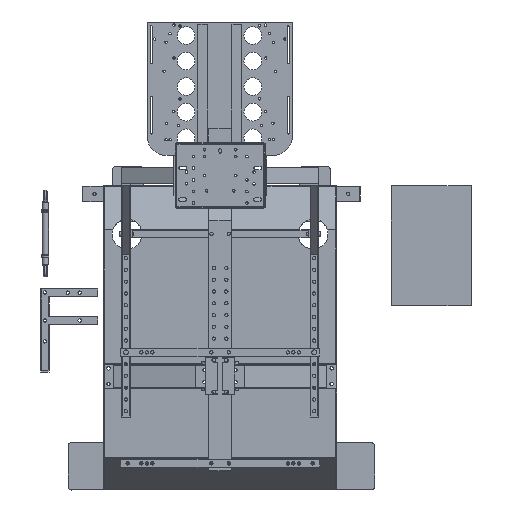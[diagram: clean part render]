
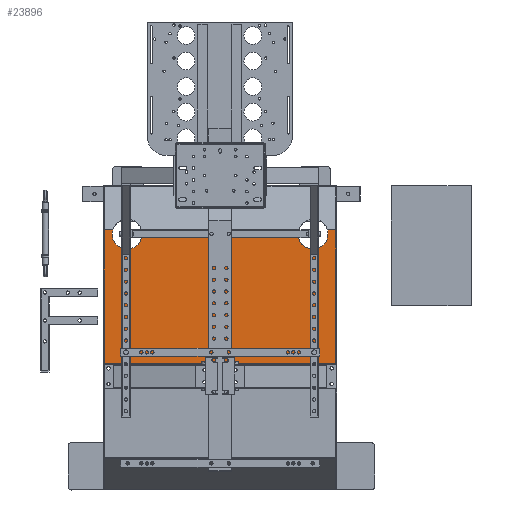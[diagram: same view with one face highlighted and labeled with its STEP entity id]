
A CAD part, top view. The second image highlights one B-rep face of the part: STEP entity #23896.
In plain terms, the highlighted planar face has unit normal (0, 0, 1).
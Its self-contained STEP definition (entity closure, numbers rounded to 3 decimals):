
#1979=FACE_OUTER_BOUND('',#3372,.T.);
#3372=EDGE_LOOP('',(#16945,#16946,#16947,#16948,#16949,#16950,#16951,#16952,
#16953,#16954));
#5248=CIRCLE('',#25480,38.104);
#5251=CIRCLE('',#25484,38.104);
#5252=CIRCLE('',#25487,38.104);
#5255=CIRCLE('',#25491,38.104);
#6690=LINE('',#36517,#8681);
#6691=LINE('',#36519,#8682);
#6692=LINE('',#36521,#8683);
#6693=LINE('',#36523,#8684);
#6694=LINE('',#36525,#8685);
#6695=LINE('',#36526,#8686);
#8681=VECTOR('',#28808,10.);
#8682=VECTOR('',#28809,10.);
#8683=VECTOR('',#28810,10.);
#8684=VECTOR('',#28811,10.);
#8685=VECTOR('',#28812,10.);
#8686=VECTOR('',#28813,10.);
#10644=VERTEX_POINT('',#36442);
#10646=VERTEX_POINT('',#36452);
#10650=VERTEX_POINT('',#36461);
#10652=VERTEX_POINT('',#36474);
#10654=VERTEX_POINT('',#36484);
#10658=VERTEX_POINT('',#36493);
#10664=VERTEX_POINT('',#36518);
#10665=VERTEX_POINT('',#36520);
#10666=VERTEX_POINT('',#36522);
#10667=VERTEX_POINT('',#36524);
#13015=EDGE_CURVE('',#10646,#10644,#5248,.T.);
#13020=EDGE_CURVE('',#10650,#10646,#5251,.T.);
#13024=EDGE_CURVE('',#10654,#10652,#5252,.T.);
#13029=EDGE_CURVE('',#10658,#10654,#5255,.T.);
#13038=EDGE_CURVE('',#10658,#10644,#6690,.T.);
#13039=EDGE_CURVE('',#10664,#10652,#6691,.T.);
#13040=EDGE_CURVE('',#10664,#10665,#6692,.T.);
#13041=EDGE_CURVE('',#10665,#10666,#6693,.T.);
#13042=EDGE_CURVE('',#10667,#10666,#6694,.T.);
#13043=EDGE_CURVE('',#10650,#10667,#6695,.T.);
#16945=ORIENTED_EDGE('',*,*,#13020,.T.);
#16946=ORIENTED_EDGE('',*,*,#13015,.T.);
#16947=ORIENTED_EDGE('',*,*,#13038,.F.);
#16948=ORIENTED_EDGE('',*,*,#13029,.T.);
#16949=ORIENTED_EDGE('',*,*,#13024,.T.);
#16950=ORIENTED_EDGE('',*,*,#13039,.F.);
#16951=ORIENTED_EDGE('',*,*,#13040,.T.);
#16952=ORIENTED_EDGE('',*,*,#13041,.T.);
#16953=ORIENTED_EDGE('',*,*,#13042,.F.);
#16954=ORIENTED_EDGE('',*,*,#13043,.F.);
#23234=PLANE('',#25494);
#23896=ADVANCED_FACE('',(#1979),#23234,.T.);
#25480=AXIS2_PLACEMENT_3D('',#36453,#28770,#28771);
#25484=AXIS2_PLACEMENT_3D('',#36462,#28779,#28780);
#25487=AXIS2_PLACEMENT_3D('',#36485,#28785,#28786);
#25491=AXIS2_PLACEMENT_3D('',#36494,#28794,#28795);
#25494=AXIS2_PLACEMENT_3D('',#36516,#28806,#28807);
#28770=DIRECTION('center_axis',(0.,0.,
-1.));
#28771=DIRECTION('ref_axis',(-1.,0.,0.));
#28779=DIRECTION('center_axis',(0.,0.,
-1.));
#28780=DIRECTION('ref_axis',(-1.,0.,0.));
#28785=DIRECTION('center_axis',(0.,0.,
-1.));
#28786=DIRECTION('ref_axis',(1.,0.,0.));
#28794=DIRECTION('center_axis',(0.,0.,
-1.));
#28795=DIRECTION('ref_axis',(1.,0.,0.));
#28806=DIRECTION('center_axis',(0.,0.,
1.));
#28807=DIRECTION('ref_axis',(0.,-1.,0.));
#28808=DIRECTION('',(1.,0.,0.));
#28809=DIRECTION('',(1.,0.,0.));
#28810=DIRECTION('',(0.,-1.,0.));
#28811=DIRECTION('',(1.,0.,0.));
#28812=DIRECTION('',(0.,-1.,0.));
#28813=DIRECTION('',(1.,0.,0.));
#36442=CARTESIAN_POINT('',(512.172,1613.857,152.4));
#36452=CARTESIAN_POINT('',(586.823,1603.073,152.4));
#36453=CARTESIAN_POINT('Origin',(548.718,1603.073,152.4));
#36461=CARTESIAN_POINT('',(585.265,1613.857,152.4));
#36462=CARTESIAN_POINT('Origin',(548.718,1603.073,152.4));
#36474=CARTESIAN_POINT('',(38.31,1613.857,152.4));
#36484=CARTESIAN_POINT('',(36.752,1603.073,152.4));
#36485=CARTESIAN_POINT('Origin',(74.856,1603.073,152.4));
#36493=CARTESIAN_POINT('',(111.403,1613.857,152.4));
#36494=CARTESIAN_POINT('Origin',(74.856,1603.073,152.4));
#36516=CARTESIAN_POINT('Origin',(14.925,1614.79,152.4));
#36517=CARTESIAN_POINT('',(14.925,1613.857,152.4));
#36518=CARTESIAN_POINT('',(14.925,1613.857,152.4));
#36519=CARTESIAN_POINT('',(14.925,1613.857,152.4));
#36520=CARTESIAN_POINT('',(14.925,1273.332,152.4));
#36521=CARTESIAN_POINT('',(14.925,1614.79,152.4));
#36522=CARTESIAN_POINT('',(606.65,1273.332,152.4));
#36523=CARTESIAN_POINT('',(14.925,1273.332,152.4));
#36524=CARTESIAN_POINT('',(606.65,1613.857,152.4));
#36525=CARTESIAN_POINT('',(606.65,1477.062,152.4));
#36526=CARTESIAN_POINT('',(14.925,1613.857,152.4));
